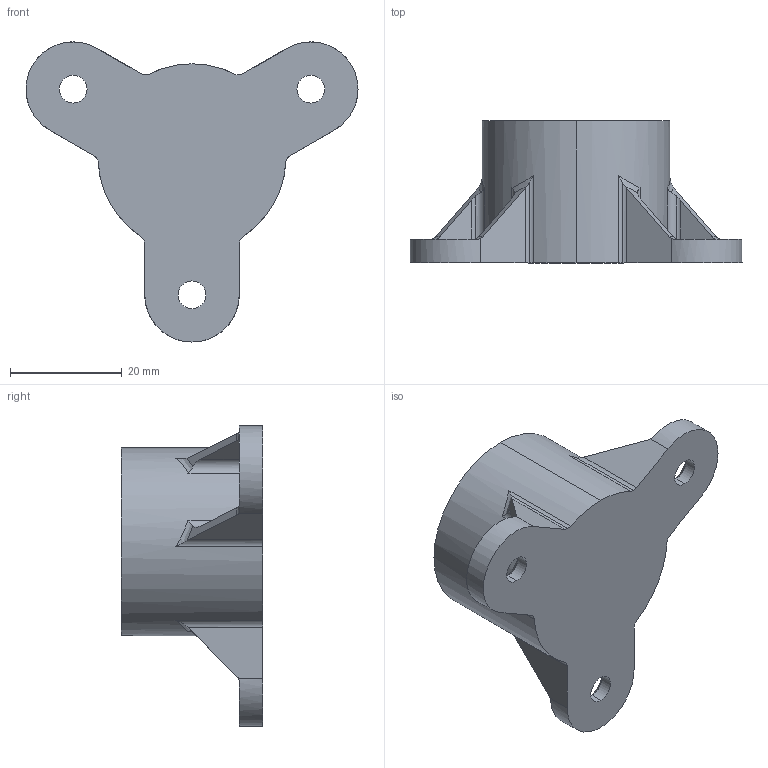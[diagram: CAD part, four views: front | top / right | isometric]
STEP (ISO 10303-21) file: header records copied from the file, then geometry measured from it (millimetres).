
FILE_DESCRIPTION (( 'STEP AP203' ), '1' );
FILE_NAME ('am-4551_Black Pipe Flange.STEP', '2021-11-23T22:14:31', ( '' ), ( '' ), 'SwSTEP 2.0', 'SolidWorks 2021', '' );
FILE_SCHEMA (( 'CONFIG_CONTROL_DESIGN' ));
Length unit declared in the file: inch
Products named in the file (1): am-4551_Black Pipe Flange
Bounding box: 59.45 x 25.4 x 53.75 mm (x, y, z)
Volume: 13887.5 mm3; surface area: 8594.9 mm2
Topology: 1 solids, 1 shells, 72 faces, 201 edges, 132 vertices
Faces by surface type: cylinder 36, plane 24, cone 6, bspline 6
Entity records: 2538 total; most frequent: CARTESIAN_POINT 670, ORIENTED_EDGE 402, DIRECTION 357, EDGE_CURVE 201, AXIS2_PLACEMENT_3D 135, VERTEX_POINT 132, VECTOR 87, LINE 87
